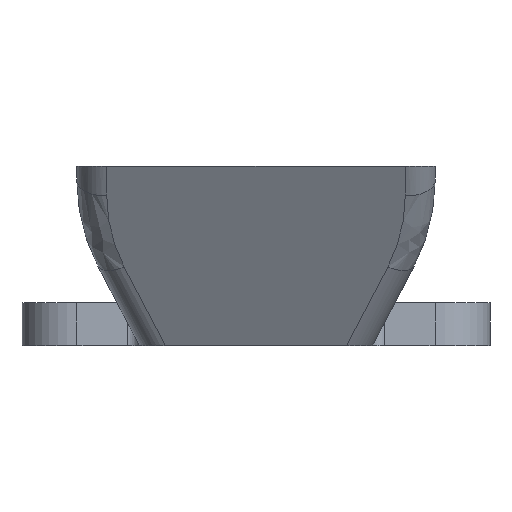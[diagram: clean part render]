
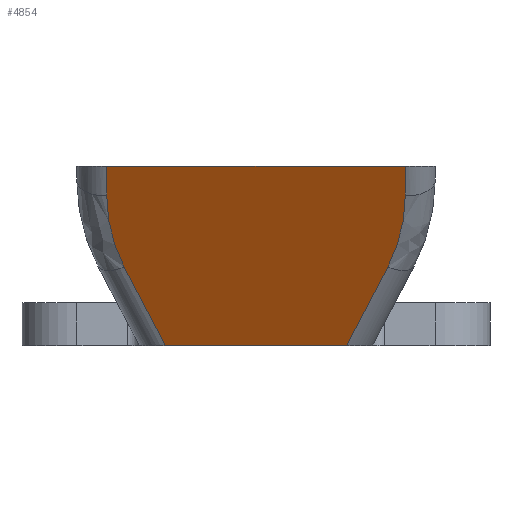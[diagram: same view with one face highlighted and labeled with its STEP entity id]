
A CAD part, left-side view. The second image highlights one B-rep face of the part: STEP entity #4854.
In plain terms, the highlighted planar face has unit normal (-0.866, 0, -0.5).
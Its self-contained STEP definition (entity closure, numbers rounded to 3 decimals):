
#10 = EDGE_CURVE ( 'NONE', #5061, #4254, #345, .T. ) ;
#58 = VECTOR ( 'NONE', #3642, 1000. ) ;
#84 = EDGE_CURVE ( 'NONE', #2466, #927, #4750, .T. ) ;
#129 = VECTOR ( 'NONE', #3847, 1000. ) ;
#192 = CARTESIAN_POINT ( 'NONE',  ( -22.634, 11.033, 6.572 ) ) ;
#345 = LINE ( 'NONE', #1474, #1505 ) ;
#396 = EDGE_CURVE ( 'NONE', #5191, #2466, #1574, .T. ) ;
#618 = CARTESIAN_POINT ( 'NONE',  ( -24.867, 12.5, 10.439 ) ) ;
#795 = CARTESIAN_POINT ( 'NONE',  ( -22.634, -11.033, 6.572 ) ) ;
#927 = VERTEX_POINT ( 'NONE', #1364 ) ;
#932 = VECTOR ( 'NONE', #1831, 1000. ) ;
#950 = FACE_OUTER_BOUND ( 'NONE', #4904, .T. ) ;
#957 = CARTESIAN_POINT ( 'NONE',  ( -18.84, 7.583, 0. ) ) ;
#972 = EDGE_CURVE ( 'NONE', #2088, #5191, #4684, .T. ) ;
#1090 = VECTOR ( 'NONE', #2116, 1000. ) ;
#1106 = CARTESIAN_POINT ( 'NONE',  ( -24.867, -12.5, 10.439 ) ) ;
#1263 = EDGE_CURVE ( 'NONE', #4716, #2088, #2140, .T. ) ;
#1364 = CARTESIAN_POINT ( 'NONE',  ( -26.069, 12.5, 12.522 ) ) ;
#1469 = AXIS2_PLACEMENT_3D ( 'NONE', #5134, #1726, #5575 ) ;
#1474 = CARTESIAN_POINT ( 'NONE',  ( -18.84, 0., 0. ) ) ;
#1505 = VECTOR ( 'NONE', #2666, 1000. ) ;
#1568 = EDGE_CURVE ( 'NONE', #4254, #4716, #2147, .T. ) ;
#1571 = CARTESIAN_POINT ( 'NONE',  ( -26.069, -12.5, 12.522 ) ) ;
#1574 = LINE ( 'NONE', #3007, #129 ) ;
#1603 = VERTEX_POINT ( 'NONE', #192 ) ;
#1726 = DIRECTION ( 'NONE',  ( 0.866, 0., 0.5 ) ) ;
#1831 = DIRECTION ( 'NONE',  ( -0.5, 0., 0.866 ) ) ;
#1897 = CARTESIAN_POINT ( 'NONE',  ( -19.831, -8.484, 1.717 ) ) ;
#2088 = VERTEX_POINT ( 'NONE', #3751 ) ;
#2103 = CARTESIAN_POINT ( 'NONE',  ( -29.345, 17.135, 18.195 ) ) ;
#2116 = DIRECTION ( 'NONE',  ( 0.455, -0.414, -0.788 ) ) ;
#2133 = ORIENTED_EDGE ( 'NONE', *, *, #1568, .T. ) ;
#2140 =( BOUNDED_CURVE ( )  B_SPLINE_CURVE ( 3, ( #4112, #2390, #1106, #1571 ),
 .UNSPECIFIED., .F., .F. ) 
 B_SPLINE_CURVE_WITH_KNOTS ( ( 4, 4 ),
 ( 1.087, 1.571 ),
 .UNSPECIFIED. ) 
 CURVE ( )  GEOMETRIC_REPRESENTATION_ITEM ( )  RATIONAL_B_SPLINE_CURVE ( ( 1., 0.981, 0.981, 1. ) ) 
 REPRESENTATION_ITEM ( '' )  );
#2147 = LINE ( 'NONE', #1897, #5435 ) ;
#2217 = LINE ( 'NONE', #2103, #1090 ) ;
#2261 = ORIENTED_EDGE ( 'NONE', *, *, #1263, .T. ) ;
#2329 = CARTESIAN_POINT ( 'NONE',  ( -23.699, 12.001, 8.417 ) ) ;
#2390 = CARTESIAN_POINT ( 'NONE',  ( -23.699, -12.001, 8.417 ) ) ;
#2466 = VERTEX_POINT ( 'NONE', #2776 ) ;
#2539 = ORIENTED_EDGE ( 'NONE', *, *, #396, .T. ) ;
#2666 = DIRECTION ( 'NONE',  ( 0., -1., 0. ) ) ;
#2674 = ORIENTED_EDGE ( 'NONE', *, *, #84, .T. ) ;
#2717 = CARTESIAN_POINT ( 'NONE',  ( -27.5, -12.5, 15. ) ) ;
#2776 = CARTESIAN_POINT ( 'NONE',  ( -27.5, 12.5, 15. ) ) ;
#2790 = CARTESIAN_POINT ( 'NONE',  ( -26.791, 12.5, 13.772 ) ) ;
#2815 = ORIENTED_EDGE ( 'NONE', *, *, #5385, .T. ) ;
#2947 = ORIENTED_EDGE ( 'NONE', *, *, #4786, .T. ) ;
#3007 = CARTESIAN_POINT ( 'NONE',  ( -27.5, 15., 15. ) ) ;
#3217 = ORIENTED_EDGE ( 'NONE', *, *, #10, .T. ) ;
#3347 =( BOUNDED_CURVE ( )  B_SPLINE_CURVE ( 3, ( #3606, #618, #2329, #5324 ),
 .UNSPECIFIED., .F., .F. ) 
 B_SPLINE_CURVE_WITH_KNOTS ( ( 4, 4 ),
 ( 1.571, 2.054 ),
 .UNSPECIFIED. ) 
 CURVE ( )  GEOMETRIC_REPRESENTATION_ITEM ( )  RATIONAL_B_SPLINE_CURVE ( ( 1., 0.981, 0.981, 1. ) ) 
 REPRESENTATION_ITEM ( '' )  );
#3540 = ORIENTED_EDGE ( 'NONE', *, *, #972, .T. ) ;
#3606 = CARTESIAN_POINT ( 'NONE',  ( -26.069, 12.5, 12.522 ) ) ;
#3642 = DIRECTION ( 'NONE',  ( 0.5, 0., -0.866 ) ) ;
#3751 = CARTESIAN_POINT ( 'NONE',  ( -26.069, -12.5, 12.522 ) ) ;
#3847 = DIRECTION ( 'NONE',  ( 0., 1., 0. ) ) ;
#4112 = CARTESIAN_POINT ( 'NONE',  ( -22.634, -11.033, 6.572 ) ) ;
#4254 = VERTEX_POINT ( 'NONE', #4834 ) ;
#4381 = CARTESIAN_POINT ( 'NONE',  ( -27.5, -12.5, 15. ) ) ;
#4684 = LINE ( 'NONE', #4381, #932 ) ;
#4696 = PLANE ( 'NONE',  #1469 ) ;
#4716 = VERTEX_POINT ( 'NONE', #795 ) ;
#4750 = LINE ( 'NONE', #2790, #58 ) ;
#4786 = EDGE_CURVE ( 'NONE', #1603, #5061, #2217, .T. ) ;
#4834 = CARTESIAN_POINT ( 'NONE',  ( -18.84, -7.583, 0. ) ) ;
#4854 = ADVANCED_FACE ( 'NONE', ( #950 ), #4696, .F. ) ;
#4867 = DIRECTION ( 'NONE',  ( -0.455, -0.414, 0.788 ) ) ;
#4904 = EDGE_LOOP ( 'NONE', ( #3217, #2133, #2261, #3540, #2539, #2674, #2815, #2947 ) ) ;
#5061 = VERTEX_POINT ( 'NONE', #957 ) ;
#5134 = CARTESIAN_POINT ( 'NONE',  ( -27.5, 25.25, 15. ) ) ;
#5191 = VERTEX_POINT ( 'NONE', #2717 ) ;
#5324 = CARTESIAN_POINT ( 'NONE',  ( -22.634, 11.033, 6.572 ) ) ;
#5385 = EDGE_CURVE ( 'NONE', #927, #1603, #3347, .T. ) ;
#5435 = VECTOR ( 'NONE', #4867, 1000. ) ;
#5575 = DIRECTION ( 'NONE',  ( 0.5, 0., -0.866 ) ) ;
